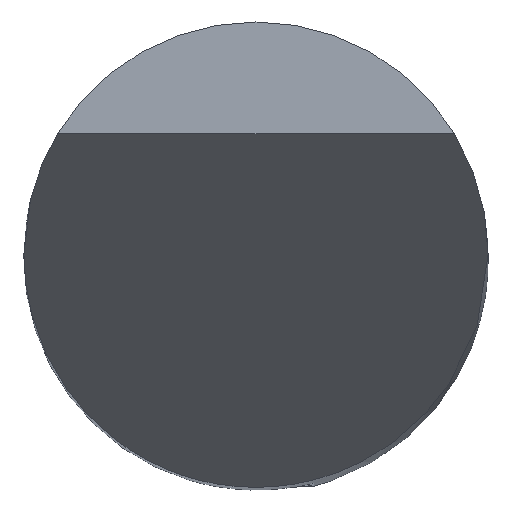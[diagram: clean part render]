
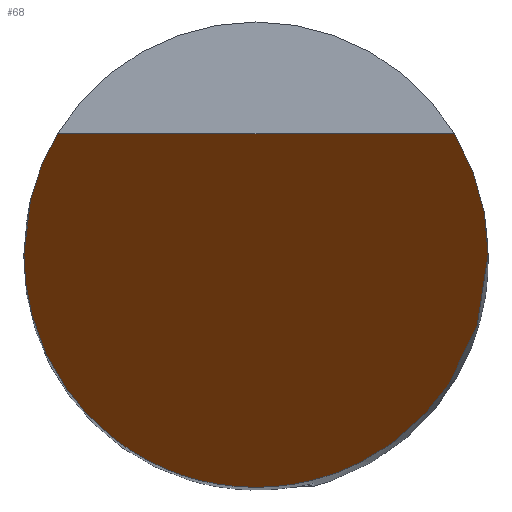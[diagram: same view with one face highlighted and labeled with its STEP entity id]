
A CAD part, top view. The second image highlights one B-rep face of the part: STEP entity #68.
In plain terms, the highlighted planar face has unit normal (0, -0.866, 0.5).
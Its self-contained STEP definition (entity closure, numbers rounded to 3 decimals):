
#49=PLANE('',#573);
#68=ADVANCED_FACE('',(#105),#49,.F.);
#105=FACE_OUTER_BOUND('',#134,.T.);
#134=EDGE_LOOP('',(#259,#260,#261,#262));
#160=(
BOUNDED_CURVE()
B_SPLINE_CURVE(3,(#740,#741,#742,#743),.UNSPECIFIED.,.F.,.F.)
B_SPLINE_CURVE_WITH_KNOTS((4,4),(0.,1.),.UNSPECIFIED.)
CURVE()
GEOMETRIC_REPRESENTATION_ITEM()
RATIONAL_B_SPLINE_CURVE((1.,0.975,0.975,1.))
REPRESENTATION_ITEM('')
);
#161=(
BOUNDED_CURVE()
B_SPLINE_CURVE(3,(#747,#748,#749,#750),.UNSPECIFIED.,.F.,.F.)
B_SPLINE_CURVE_WITH_KNOTS((4,4),(0.,1.),.UNSPECIFIED.)
CURVE()
GEOMETRIC_REPRESENTATION_ITEM()
RATIONAL_B_SPLINE_CURVE((1.,0.975,0.975,1.))
REPRESENTATION_ITEM('')
);
#164=(
BOUNDED_CURVE()
B_SPLINE_CURVE(3,(#796,#797,#798,#799),.UNSPECIFIED.,.F.,.F.)
B_SPLINE_CURVE_WITH_KNOTS((4,4),(0.,1.),.UNSPECIFIED.)
CURVE()
GEOMETRIC_REPRESENTATION_ITEM()
RATIONAL_B_SPLINE_CURVE((1.,0.333,0.333,1.))
REPRESENTATION_ITEM('')
);
#177=LINE('',#883,#207);
#207=VECTOR('',#630,1.);
#259=ORIENTED_EDGE('',*,*,#450,.T.);
#260=ORIENTED_EDGE('',*,*,#427,.F.);
#261=ORIENTED_EDGE('',*,*,#437,.F.);
#262=ORIENTED_EDGE('',*,*,#429,.F.);
#379=VERTEX_POINT('',#739);
#380=VERTEX_POINT('',#744);
#381=VERTEX_POINT('',#746);
#382=VERTEX_POINT('',#751);
#427=EDGE_CURVE('',#379,#380,#160,.T.);
#429=EDGE_CURVE('',#381,#382,#161,.T.);
#437=EDGE_CURVE('',#382,#379,#164,.T.);
#450=EDGE_CURVE('',#381,#380,#177,.T.);
#573=AXIS2_PLACEMENT_3D('',#884,#631,#632);
#630=DIRECTION('',(-1.,0.,0.));
#631=DIRECTION('',(0.,0.866,-0.5));
#632=DIRECTION('',(0.,0.5,0.866));
#739=CARTESIAN_POINT('',(-2.5,0.,0.));
#740=CARTESIAN_POINT('',(-2.5,0.,0.));
#741=CARTESIAN_POINT('',(-2.5,0.461,0.799));
#742=CARTESIAN_POINT('',(-2.376,0.905,1.568));
#743=CARTESIAN_POINT('',(-2.136,1.299,2.25));
#744=CARTESIAN_POINT('',(-2.136,1.299,2.25));
#746=CARTESIAN_POINT('',(2.136,1.299,2.25));
#747=CARTESIAN_POINT('',(2.136,1.299,2.25));
#748=CARTESIAN_POINT('',(2.376,0.905,1.568));
#749=CARTESIAN_POINT('',(2.5,0.461,0.799));
#750=CARTESIAN_POINT('',(2.5,0.,0.));
#751=CARTESIAN_POINT('',(2.5,0.,0.));
#796=CARTESIAN_POINT('',(2.5,0.,0.));
#797=CARTESIAN_POINT('',(2.5,-5.,-8.66));
#798=CARTESIAN_POINT('',(-2.5,-5.,-8.66));
#799=CARTESIAN_POINT('',(-2.5,0.,0.));
#883=CARTESIAN_POINT('',(2.5,1.299,2.25));
#884=CARTESIAN_POINT('',(2.5,1.299,2.25));
